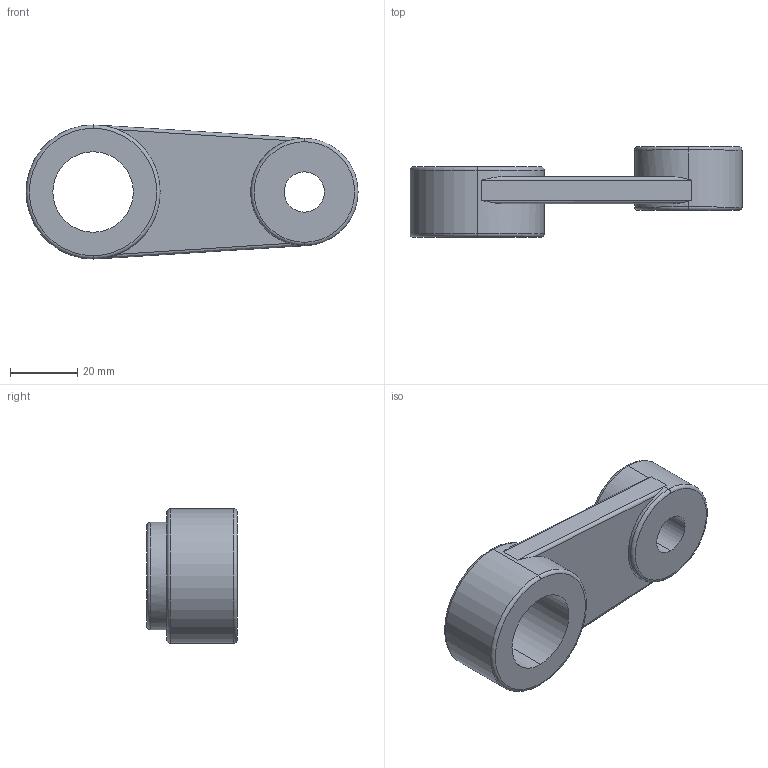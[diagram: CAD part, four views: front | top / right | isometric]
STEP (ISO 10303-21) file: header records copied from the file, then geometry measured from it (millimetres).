
FILE_DESCRIPTION (( 'STEP AP214' ), '1' );
FILE_NAME ('Bielette mYone.STEP', '2019-09-28T01:33:09', ( '' ), ( '' ), 'SwSTEP 2.0', 'SolidWorks 2019', '' );
FILE_SCHEMA (( 'AUTOMOTIVE_DESIGN' ));
Length unit declared in the file: millimetre
Products named in the file (1): Bielette mYone
Bounding box: 99 x 27 x 40 mm (x, y, z)
Volume: 39811.1 mm3; surface area: 12135.8 mm2
Topology: 1 solids, 1 shells, 29 faces, 70 edges, 44 vertices
Faces by surface type: cylinder 13, torus 8, plane 8
Entity records: 1029 total; most frequent: CARTESIAN_POINT 299, DIRECTION 154, ORIENTED_EDGE 140, EDGE_CURVE 70, AXIS2_PLACEMENT_3D 66, VERTEX_POINT 44, CIRCLE 36, EDGE_LOOP 34
